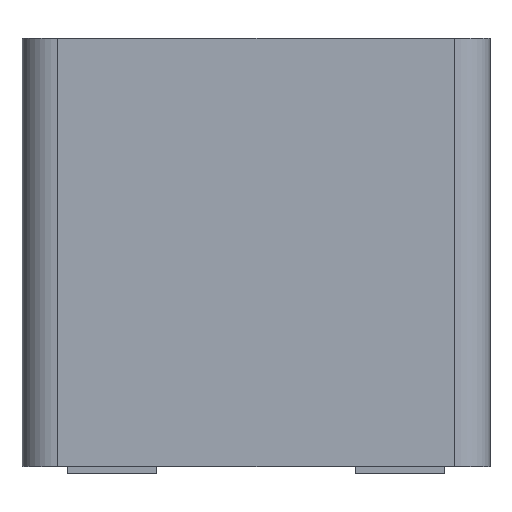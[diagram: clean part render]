
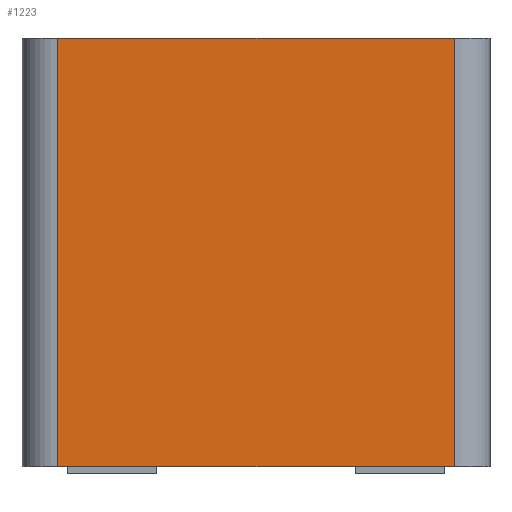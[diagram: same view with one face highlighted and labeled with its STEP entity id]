
A CAD part, top view. The second image highlights one B-rep face of the part: STEP entity #1223.
In plain terms, the highlighted planar face has unit normal (0, 0, 1).
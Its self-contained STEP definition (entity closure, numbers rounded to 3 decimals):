
#47 = LINE ( 'NONE', #969, #1811 ) ;
#218 = CARTESIAN_POINT ( 'NONE',  ( 2.78, 6., 3.38 ) ) ;
#490 = VECTOR ( 'NONE', #2358, 1000. ) ;
#785 = VERTEX_POINT ( 'NONE', #218 ) ;
#911 = VERTEX_POINT ( 'NONE', #2090 ) ;
#952 = LINE ( 'NONE', #2339, #490 ) ;
#969 = CARTESIAN_POINT ( 'NONE',  ( -3.28, 0., 3.38 ) ) ;
#990 = AXIS2_PLACEMENT_3D ( 'NONE', #2899, #1705, #2210 ) ;
#1135 = VECTOR ( 'NONE', #1624, 1000. ) ;
#1201 = CARTESIAN_POINT ( 'NONE',  ( 0., 6., 3.38 ) ) ;
#1223 = ADVANCED_FACE ( 'NONE', ( #2343 ), #1830, .F. ) ;
#1359 = EDGE_CURVE ( 'NONE', #1831, #1437, #1449, .T. ) ;
#1408 = LINE ( 'NONE', #1201, #1135 ) ;
#1413 = CARTESIAN_POINT ( 'NONE',  ( -2.78, 6., 3.38 ) ) ;
#1437 = VERTEX_POINT ( 'NONE', #1413 ) ;
#1449 = LINE ( 'NONE', #1652, #1661 ) ;
#1494 = ORIENTED_EDGE ( 'NONE', *, *, #1359, .F. ) ;
#1624 = DIRECTION ( 'NONE',  ( 1., 0., 0. ) ) ;
#1631 = CARTESIAN_POINT ( 'NONE',  ( -2.78, 0., 3.38 ) ) ;
#1652 = CARTESIAN_POINT ( 'NONE',  ( -2.78, 6., 3.38 ) ) ;
#1661 = VECTOR ( 'NONE', #1901, 1000. ) ;
#1666 = EDGE_CURVE ( 'NONE', #911, #1831, #47, .T. ) ;
#1705 = DIRECTION ( 'NONE',  ( 0., 0., -1. ) ) ;
#1802 = ORIENTED_EDGE ( 'NONE', *, *, #1839, .F. ) ;
#1811 = VECTOR ( 'NONE', #1894, 1000. ) ;
#1830 = PLANE ( 'NONE',  #990 ) ;
#1831 = VERTEX_POINT ( 'NONE', #1631 ) ;
#1839 = EDGE_CURVE ( 'NONE', #785, #911, #952, .T. ) ;
#1894 = DIRECTION ( 'NONE',  ( -1., 0., 0. ) ) ;
#1901 = DIRECTION ( 'NONE',  ( 0., 1., 0. ) ) ;
#2090 = CARTESIAN_POINT ( 'NONE',  ( 2.78, 0., 3.38 ) ) ;
#2210 = DIRECTION ( 'NONE',  ( -1., 0., 0. ) ) ;
#2339 = CARTESIAN_POINT ( 'NONE',  ( 2.78, 6., 3.38 ) ) ;
#2343 = FACE_OUTER_BOUND ( 'NONE', #2809, .T. ) ;
#2358 = DIRECTION ( 'NONE',  ( 0., -1., 0. ) ) ;
#2385 = EDGE_CURVE ( 'NONE', #1437, #785, #1408, .T. ) ;
#2654 = ORIENTED_EDGE ( 'NONE', *, *, #2385, .F. ) ;
#2809 = EDGE_LOOP ( 'NONE', ( #1802, #2654, #1494, #2949 ) ) ;
#2899 = CARTESIAN_POINT ( 'NONE',  ( -3.28, 6., 3.38 ) ) ;
#2949 = ORIENTED_EDGE ( 'NONE', *, *, #1666, .F. ) ;
